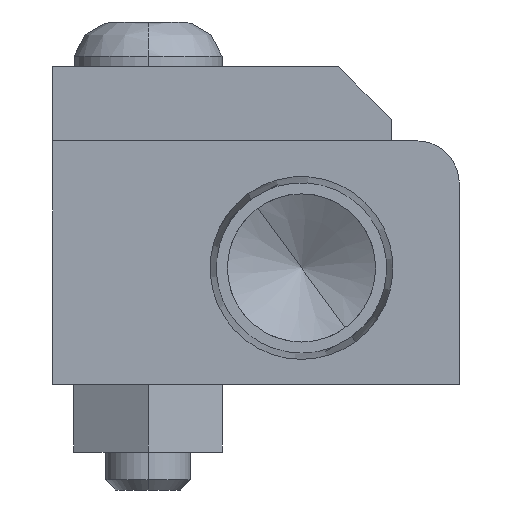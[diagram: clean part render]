
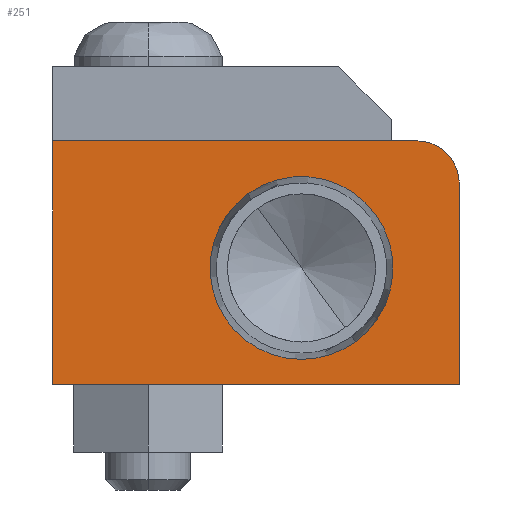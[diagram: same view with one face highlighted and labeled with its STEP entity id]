
A CAD part, left-side view. The second image highlights one B-rep face of the part: STEP entity #251.
In plain terms, the highlighted planar face has unit normal (-1, 0, 0).
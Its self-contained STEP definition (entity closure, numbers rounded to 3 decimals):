
#251=ADVANCED_FACE('',(#592,#593),#594,.T.);
#592=FACE_OUTER_BOUND('',#1158,.T.);
#593=FACE_BOUND('',#1159,.T.);
#594=PLANE('',#1160);
#1158=EDGE_LOOP('',(#2760,#2761,#2762,#2763,#2764,#2765));
#1159=EDGE_LOOP('',(#2766,#2767,#2768));
#1160=AXIS2_PLACEMENT_3D('',#2769,#2770,#2771);
#2760=ORIENTED_EDGE('',*,*,#4352,.F.);
#2761=ORIENTED_EDGE('',*,*,#4258,.F.);
#2762=ORIENTED_EDGE('',*,*,#4341,.F.);
#2763=ORIENTED_EDGE('',*,*,#4344,.F.);
#2764=ORIENTED_EDGE('',*,*,#4347,.F.);
#2765=ORIENTED_EDGE('',*,*,#4350,.F.);
#2766=ORIENTED_EDGE('',*,*,#4262,.T.);
#2767=ORIENTED_EDGE('',*,*,#4338,.T.);
#2768=ORIENTED_EDGE('',*,*,#4263,.T.);
#2769=CARTESIAN_POINT('',(-997.598,-45.218,0.48));
#2770=DIRECTION('',(-1.0,0.0,0.0));
#2771=DIRECTION('',(0.0,0.0,1.0));
#4258=EDGE_CURVE('',#4889,#4892,#4893,.T.);
#4262=EDGE_CURVE('',#4900,#4897,#4901,.T.);
#4263=EDGE_CURVE('',#4902,#4900,#4903,.T.);
#4338=EDGE_CURVE('',#4897,#4902,#5028,.T.);
#4341=EDGE_CURVE('',#5031,#4889,#5033,.T.);
#4344=EDGE_CURVE('',#5036,#5031,#5038,.T.);
#4347=EDGE_CURVE('',#5041,#5036,#5043,.T.);
#4350=EDGE_CURVE('',#5046,#5041,#5048,.T.);
#4352=EDGE_CURVE('',#4892,#5046,#5050,.T.);
#4889=VERTEX_POINT('',#5903);
#4892=VERTEX_POINT('',#5907);
#4893=CIRCLE('',#5908,3.175);
#4897=VERTEX_POINT('',#5913);
#4900=VERTEX_POINT('',#5917);
#4901=CIRCLE('',#5918,6.858);
#4902=VERTEX_POINT('',#5919);
#4903=CIRCLE('',#5920,6.858);
#5028=CIRCLE('',#6070,6.858);
#5031=VERTEX_POINT('',#6073);
#5033=CIRCLE('',#6076,3.175);
#5036=VERTEX_POINT('',#6080);
#5038=LINE('',#6083,#6084);
#5041=VERTEX_POINT('',#6088);
#5043=LINE('',#6091,#6092);
#5046=VERTEX_POINT('',#6096);
#5048=LINE('',#6099,#6100);
#5050=LINE('',#6103,#6104);
#5903=CARTESIAN_POINT('',(-997.598,-59.754,8.82));
#5907=CARTESIAN_POINT('',(-997.598,-60.684,6.575));
#5908=AXIS2_PLACEMENT_3D('',#7409,#7410,#7411);
#5913=CARTESIAN_POINT('',(-997.598,-44.826,5.767));
#5917=CARTESIAN_POINT('',(-997.598,-48.857,-6.639));
#5918=AXIS2_PLACEMENT_3D('',#7417,#7418,#7419);
#5919=CARTESIAN_POINT('',(-997.598,-52.888,-5.33));
#5920=AXIS2_PLACEMENT_3D('',#7420,#7421,#7422);
#6070=AXIS2_PLACEMENT_3D('',#7595,#7596,#7597);
#6073=CARTESIAN_POINT('',(-997.598,-57.509,9.75));
#6076=AXIS2_PLACEMENT_3D('',#7602,#7603,#7604);
#6080=CARTESIAN_POINT('',(-997.598,-30.204,9.75));
#6083=CARTESIAN_POINT('',(-997.598,-30.204,9.75));
#6084=VECTOR('',#7607,27.305);
#6088=CARTESIAN_POINT('',(-997.598,-30.204,-8.513));
#6091=CARTESIAN_POINT('',(-997.598,-30.204,-8.513));
#6092=VECTOR('',#7610,18.263);
#6096=CARTESIAN_POINT('',(-997.598,-60.684,-8.513));
#6099=CARTESIAN_POINT('',(-997.598,-60.684,-8.513));
#6100=VECTOR('',#7613,30.48);
#6103=CARTESIAN_POINT('',(-997.598,-60.684,6.575));
#6104=VECTOR('',#7615,15.088);
#7409=CARTESIAN_POINT('',(-997.598,-57.509,6.575));
#7410=DIRECTION('',(1.0,0.,0.));
#7411=DIRECTION('',(0.,-0.707,0.707));
#7417=CARTESIAN_POINT('',(-997.598,-48.857,0.219));
#7418=DIRECTION('',(1.0,0.0,-0.0));
#7419=DIRECTION('',(0.0,0.0,1.0));
#7420=CARTESIAN_POINT('',(-997.598,-48.857,0.219));
#7421=DIRECTION('',(1.0,0.0,-0.0));
#7422=DIRECTION('',(0.0,0.0,1.0));
#7595=CARTESIAN_POINT('',(-997.598,-48.857,0.219));
#7596=DIRECTION('',(1.0,0.0,-0.0));
#7597=DIRECTION('',(0.0,0.0,1.0));
#7602=CARTESIAN_POINT('',(-997.598,-57.509,6.575));
#7603=DIRECTION('',(1.0,0.,0.));
#7604=DIRECTION('',(0.,-0.707,0.707));
#7607=DIRECTION('',(0.0,-1.0,0.0));
#7610=DIRECTION('',(0.0,0.0,1.0));
#7613=DIRECTION('',(0.0,1.0,0.0));
#7615=DIRECTION('',(0.0,0.0,-1.0));
